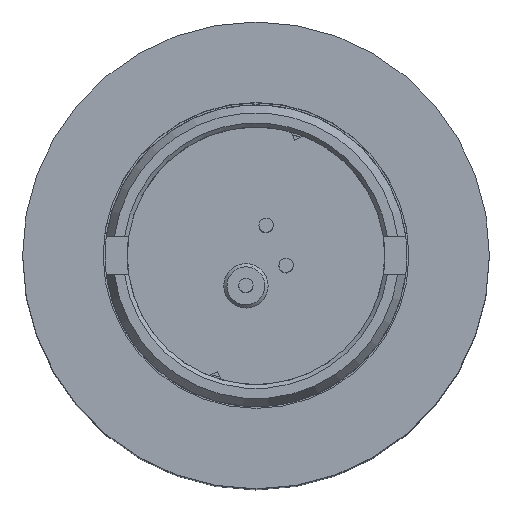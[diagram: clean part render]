
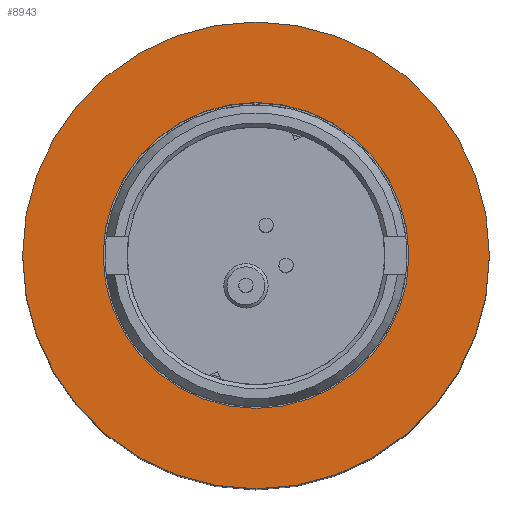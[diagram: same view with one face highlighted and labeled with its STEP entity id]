
A CAD part, top view. The second image highlights one B-rep face of the part: STEP entity #8943.
In plain terms, the highlighted planar face has unit normal (0, 0, 1).
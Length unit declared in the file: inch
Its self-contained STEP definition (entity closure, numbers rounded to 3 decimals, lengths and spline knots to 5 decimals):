
#13 = EDGE_LOOP ( 'NONE', ( #5981, #17158 ) ) ;
#65 = EDGE_CURVE ( 'NONE', #8182, #19395, #15925, .T. ) ;
#338 = FACE_BOUND ( 'NONE', #13, .T. ) ;
#1165 = CARTESIAN_POINT ( 'NONE',  ( 0., 0., 0.4 ) ) ;
#1413 = DIRECTION ( 'NONE',  ( 0., 0., 1. ) ) ;
#1421 = DIRECTION ( 'NONE',  ( 0., 0., 1. ) ) ;
#1503 = ORIENTED_EDGE ( 'NONE', *, *, #19829, .T. ) ;
#1802 = CIRCLE ( 'NONE', #3389, 0.29 ) ;
#3389 = AXIS2_PLACEMENT_3D ( 'NONE', #21893, #1413, #11998 ) ;
#3421 = AXIS2_PLACEMENT_3D ( 'NONE', #1165, #1421, #19925 ) ;
#4257 = EDGE_CURVE ( 'NONE', #23971, #22272, #1802, .T. ) ;
#4880 = CARTESIAN_POINT ( 'NONE',  ( 0., 0., 0.4 ) ) ;
#5808 = CARTESIAN_POINT ( 'NONE',  ( 0.19, 0., 0.4 ) ) ;
#5853 = ORIENTED_EDGE ( 'NONE', *, *, #4257, .T. ) ;
#5981 = ORIENTED_EDGE ( 'NONE', *, *, #15191, .F. ) ;
#6309 = AXIS2_PLACEMENT_3D ( 'NONE', #12034, #9829, #10073 ) ;
#7352 = DIRECTION ( 'NONE',  ( -1., 0., 0. ) ) ;
#8182 = VERTEX_POINT ( 'NONE', #9796 ) ;
#8943 = ADVANCED_FACE ( 'NONE', ( #338, #15326 ), #18866, .F. ) ;
#9026 = CIRCLE ( 'NONE', #6309, 0.19 ) ;
#9796 = CARTESIAN_POINT ( 'NONE',  ( -0.19, 0., 0.4 ) ) ;
#9829 = DIRECTION ( 'NONE',  ( 0., 0., 1. ) ) ;
#10073 = DIRECTION ( 'NONE',  ( 1., 0., 0. ) ) ;
#11248 = EDGE_LOOP ( 'NONE', ( #1503, #5853 ) ) ;
#11998 = DIRECTION ( 'NONE',  ( 1., 0., 0. ) ) ;
#12034 = CARTESIAN_POINT ( 'NONE',  ( 0., 0., 0.4 ) ) ;
#12157 = CARTESIAN_POINT ( 'NONE',  ( -0.29, 0., 0.4 ) ) ;
#13033 = AXIS2_PLACEMENT_3D ( 'NONE', #4880, #14318, #20064 ) ;
#13418 = CIRCLE ( 'NONE', #13033, 0.29 ) ;
#14318 = DIRECTION ( 'NONE',  ( 0., 0., 1. ) ) ;
#15191 = EDGE_CURVE ( 'NONE', #19395, #8182, #9026, .T. ) ;
#15326 = FACE_OUTER_BOUND ( 'NONE', #11248, .T. ) ;
#15925 = CIRCLE ( 'NONE', #3421, 0.19 ) ;
#16671 = CARTESIAN_POINT ( 'NONE',  ( 0., -0.19, 0.4 ) ) ;
#17158 = ORIENTED_EDGE ( 'NONE', *, *, #65, .F. ) ;
#18866 = PLANE ( 'NONE',  #21594 ) ;
#19395 = VERTEX_POINT ( 'NONE', #5808 ) ;
#19829 = EDGE_CURVE ( 'NONE', #22272, #23971, #13418, .T. ) ;
#19925 = DIRECTION ( 'NONE',  ( 1., 0., 0. ) ) ;
#20064 = DIRECTION ( 'NONE',  ( 1., 0., 0. ) ) ;
#21002 = CARTESIAN_POINT ( 'NONE',  ( 0.29, 0., 0.4 ) ) ;
#21594 = AXIS2_PLACEMENT_3D ( 'NONE', #16671, #24182, #7352 ) ;
#21893 = CARTESIAN_POINT ( 'NONE',  ( 0., 0., 0.4 ) ) ;
#22272 = VERTEX_POINT ( 'NONE', #21002 ) ;
#23971 = VERTEX_POINT ( 'NONE', #12157 ) ;
#24182 = DIRECTION ( 'NONE',  ( 0., 0., -1. ) ) ;
